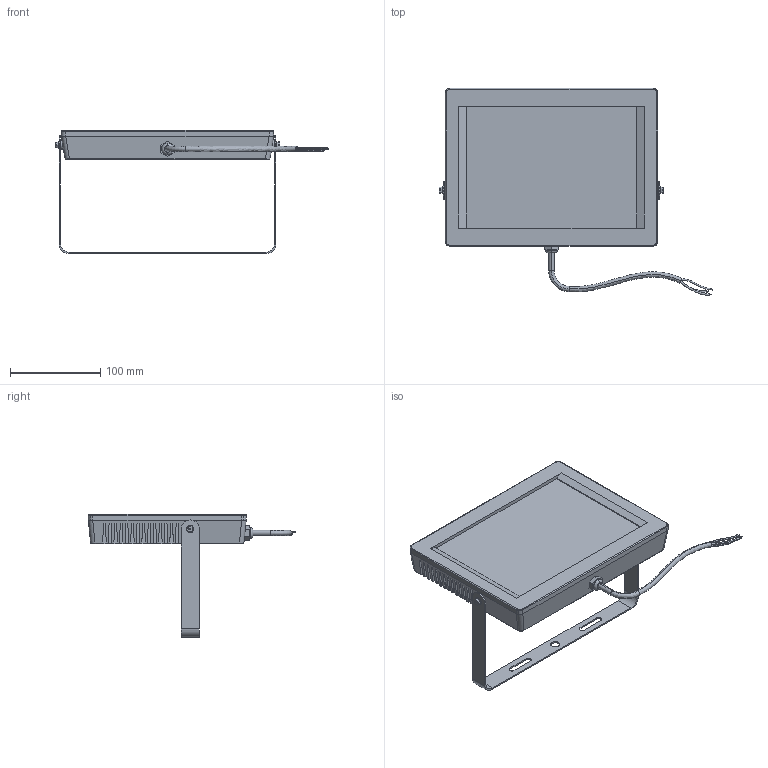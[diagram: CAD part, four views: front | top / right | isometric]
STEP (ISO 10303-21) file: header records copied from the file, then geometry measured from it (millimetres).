
FILE_DESCRIPTION (( 'STEP AP214' ), '1' );
FILE_NAME ('LPDO701-70-K03 Ïðîæåêòîð ÑÄÎ07-70 ñâåòîäèîäíûé ñåðûé ÷èï IP65 ÈÝÊ.STEP', '2017-09-18T12:30:52', ( '' ), ( '' ), 'SwSTEP 2.0', 'SolidWorks 2014', '' );
FILE_SCHEMA (( 'AUTOMOTIVE_DESIGN' ));
Length unit declared in the file: millimetre
Products named in the file (1): LPDO701-70-K03 Ïðîæåêòîð ÑÄÎ07-70 ñâåòîäèîäíûé ñåðûé ÷èï IP65 ÈÝÊ
Bounding box: 302.91 x 229.94 x 136.5 mm (x, y, z)
Volume: 1078050.3 mm3; surface area: 193272.4 mm2
Topology: 2 solids, 2 shells, 676 faces, 1717 edges, 1130 vertices
Faces by surface type: plane 547, cylinder 87, bspline 34, torus 8
Entity records: 21252 total; most frequent: CARTESIAN_POINT 5222, ORIENTED_EDGE 3434, DIRECTION 2999, EDGE_CURVE 1717, VECTOR 1457, LINE 1457, VERTEX_POINT 1130, AXIS2_PLACEMENT_3D 771
